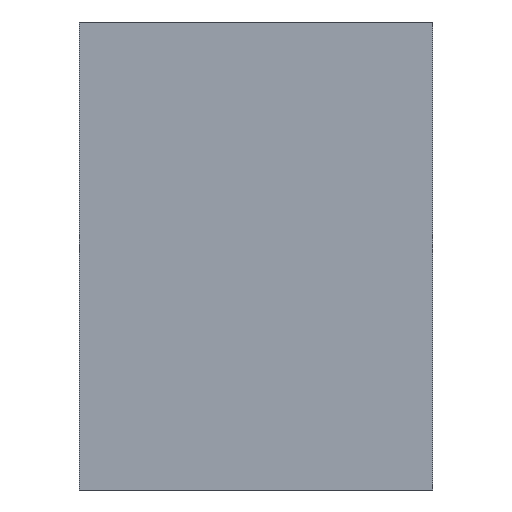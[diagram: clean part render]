
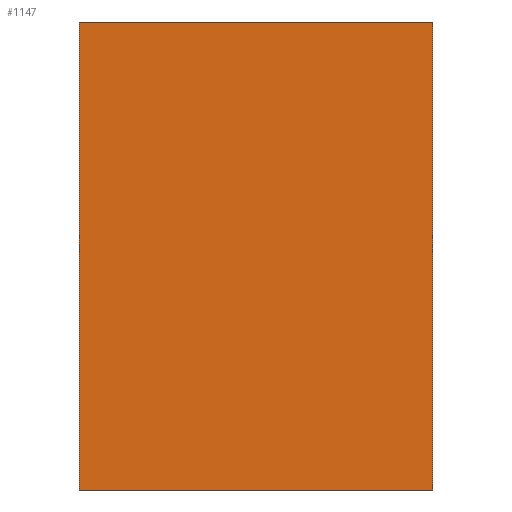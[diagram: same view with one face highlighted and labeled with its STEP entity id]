
A CAD part, left-side view. The second image highlights one B-rep face of the part: STEP entity #1147.
In plain terms, the highlighted planar face has unit normal (-1, 0, 0).
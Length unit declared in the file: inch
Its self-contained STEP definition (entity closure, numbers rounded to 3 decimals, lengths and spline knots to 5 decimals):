
#78=FACE_OUTER_BOUND($,#137,.T.);
#137=EDGE_LOOP($,(#973,#974,#975,#976));
#171=LINE($,#1546,#327);
#200=LINE($,#1604,#356);
#299=LINE($,#1807,#455);
#300=LINE($,#1809,#456);
#327=VECTOR($,#1242,0.5);
#356=VECTOR($,#1299,0.3777);
#455=VECTOR($,#1484,0.3777);
#456=VECTOR($,#1487,0.5);
#483=VERTEX_POINT($,#1543);
#484=VERTEX_POINT($,#1545);
#499=VERTEX_POINT($,#1603);
#560=VERTEX_POINT($,#1805);
#587=EDGE_CURVE($,#484,#483,#171,.T.);
#616=EDGE_CURVE($,#484,#499,#200,.T.);
#715=EDGE_CURVE($,#483,#560,#299,.T.);
#716=EDGE_CURVE($,#560,#499,#300,.T.);
#973=ORIENTED_EDGE($,*,*,#587,.T.);
#974=ORIENTED_EDGE($,*,*,#715,.T.);
#975=ORIENTED_EDGE($,*,*,#716,.T.);
#976=ORIENTED_EDGE($,*,*,#616,.F.);
#1087=PLANE($,#1210);
#1147=ADVANCED_FACE($,(#78),#1087,.T.);
#1210=AXIS2_PLACEMENT_3D($,#1808,#1485,#1486);
#1242=DIRECTION($,(0.,0.,-1.));
#1299=DIRECTION($,(0.,-1.,0.));
#1484=DIRECTION($,(0.,-1.,0.));
#1485=DIRECTION('center_axis',(-1.,0.,0.));
#1486=DIRECTION('ref_axis',(0.,0.,1.));
#1487=DIRECTION($,(0.,0.,1.));
#1543=CARTESIAN_POINT('',(-0.256,-0.02,-0.25));
#1545=CARTESIAN_POINT('',(-0.256,-0.02,0.25));
#1546=CARTESIAN_POINT($,(-0.256,-0.02,-0.125));
#1603=CARTESIAN_POINT('',(-0.256,-0.3977,0.25));
#1604=CARTESIAN_POINT($,(-0.256,-0.01,0.25));
#1805=CARTESIAN_POINT('',(-0.256,-0.3977,-0.25));
#1807=CARTESIAN_POINT($,(-0.256,-0.01,-0.25));
#1808=CARTESIAN_POINT('Origin',(-0.256,-0.01,-0.25));
#1809=CARTESIAN_POINT($,(-0.256,-0.3977,-0.25));
